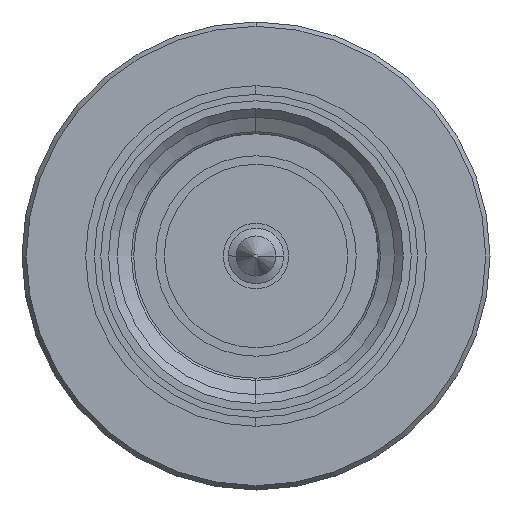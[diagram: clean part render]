
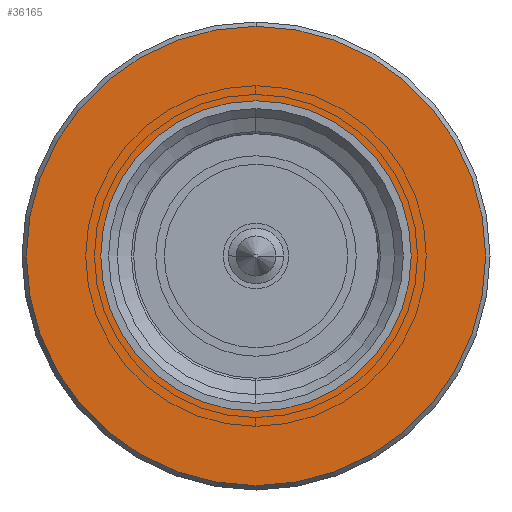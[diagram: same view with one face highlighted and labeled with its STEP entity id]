
A CAD part, front view. The second image highlights one B-rep face of the part: STEP entity #36165.
In plain terms, the highlighted planar face has unit normal (0, -1, 0).
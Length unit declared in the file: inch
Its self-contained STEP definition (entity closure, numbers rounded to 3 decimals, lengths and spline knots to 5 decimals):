
#944 = CIRCLE ( 'NONE', #9581, 0.20709 ) ;
#2110 = EDGE_CURVE ( 'NONE', #17338, #35816, #25879, .T. ) ;
#2833 = AXIS2_PLACEMENT_3D ( 'NONE', #23164, #11801, #26435 ) ;
#2977 = FACE_BOUND ( 'NONE', #13995, .T. ) ;
#3163 = DIRECTION ( 'NONE',  ( 0., 1., 0. ) ) ;
#3959 = CARTESIAN_POINT ( 'NONE',  ( 0.00003, -0.2015, 0.20709 ) ) ;
#6826 = DIRECTION ( 'NONE',  ( 0., 0., -1. ) ) ;
#6879 = CARTESIAN_POINT ( 'NONE',  ( 0.00003, -0.2015, 0.14 ) ) ;
#8039 = DIRECTION ( 'NONE',  ( 0., 0., -1. ) ) ;
#8216 = DIRECTION ( 'NONE',  ( 0., -1., 0. ) ) ;
#9581 = AXIS2_PLACEMENT_3D ( 'NONE', #12854, #30521, #6826 ) ;
#11801 = DIRECTION ( 'NONE',  ( 0., -1., 0. ) ) ;
#12673 = ORIENTED_EDGE ( 'NONE', *, *, #2110, .T. ) ;
#12854 = CARTESIAN_POINT ( 'NONE',  ( 0.00003, -0.2015, 0. ) ) ;
#13841 = CARTESIAN_POINT ( 'NONE',  ( 0.00003, -0.2015, 0. ) ) ;
#13995 = EDGE_LOOP ( 'NONE', ( #19502, #30752 ) ) ;
#14291 = CARTESIAN_POINT ( 'NONE',  ( 0.00003, -0.2015, 0. ) ) ;
#14736 = CIRCLE ( 'NONE', #36253, 0.14 ) ;
#14966 = DIRECTION ( 'NONE',  ( 0., 0., 1. ) ) ;
#15781 = CIRCLE ( 'NONE', #2833, 0.14 ) ;
#15967 = CARTESIAN_POINT ( 'NONE',  ( 0.00003, -0.2015, -0.20709 ) ) ;
#17338 = VERTEX_POINT ( 'NONE', #3959 ) ;
#18525 = EDGE_CURVE ( 'NONE', #35816, #17338, #944, .T. ) ;
#19502 = ORIENTED_EDGE ( 'NONE', *, *, #34066, .F. ) ;
#20760 = PLANE ( 'NONE',  #23787 ) ;
#21255 = EDGE_CURVE ( 'NONE', #29566, #27263, #15781, .T. ) ;
#22738 = CARTESIAN_POINT ( 'NONE',  ( 0.00003, -0.2015, -0.14 ) ) ;
#22945 = DIRECTION ( 'NONE',  ( 0., 0., -1. ) ) ;
#23135 = DIRECTION ( 'NONE',  ( 0., -1., 0. ) ) ;
#23164 = CARTESIAN_POINT ( 'NONE',  ( 0.00003, -0.2015, 0. ) ) ;
#23787 = AXIS2_PLACEMENT_3D ( 'NONE', #32476, #3163, #14966 ) ;
#25879 = CIRCLE ( 'NONE', #27109, 0.20709 ) ;
#26435 = DIRECTION ( 'NONE',  ( 0., 0., -1. ) ) ;
#27109 = AXIS2_PLACEMENT_3D ( 'NONE', #13841, #8216, #8039 ) ;
#27263 = VERTEX_POINT ( 'NONE', #22738 ) ;
#29566 = VERTEX_POINT ( 'NONE', #6879 ) ;
#30521 = DIRECTION ( 'NONE',  ( 0., -1., 0. ) ) ;
#30752 = ORIENTED_EDGE ( 'NONE', *, *, #21255, .F. ) ;
#32476 = CARTESIAN_POINT ( 'NONE',  ( -0.20706, -0.2015, 0. ) ) ;
#33411 = ORIENTED_EDGE ( 'NONE', *, *, #18525, .T. ) ;
#34066 = EDGE_CURVE ( 'NONE', #27263, #29566, #14736, .T. ) ;
#35365 = FACE_OUTER_BOUND ( 'NONE', #37254, .T. ) ;
#35816 = VERTEX_POINT ( 'NONE', #15967 ) ;
#36165 = ADVANCED_FACE ( 'NONE', ( #2977, #35365 ), #20760, .F. ) ;
#36253 = AXIS2_PLACEMENT_3D ( 'NONE', #14291, #23135, #22945 ) ;
#37254 = EDGE_LOOP ( 'NONE', ( #33411, #12673 ) ) ;
